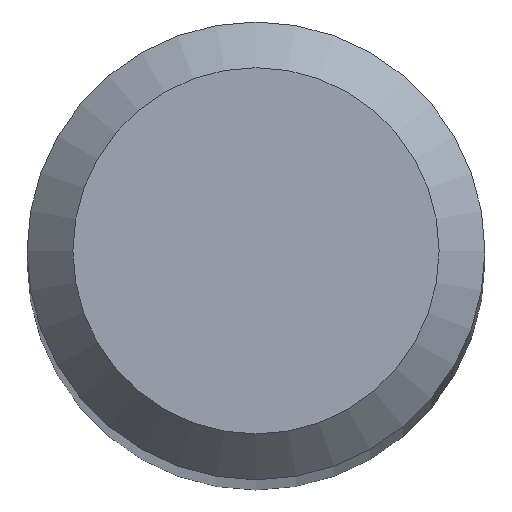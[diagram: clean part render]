
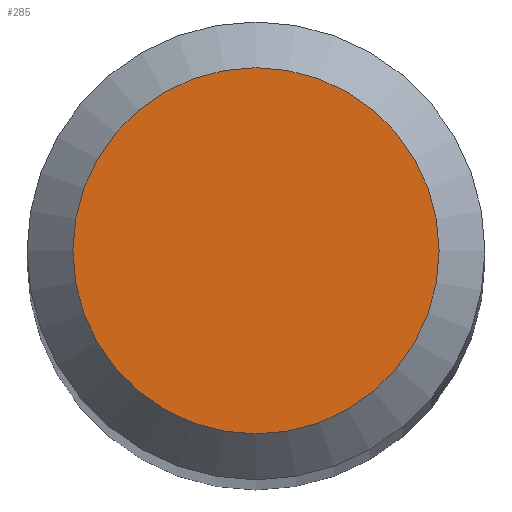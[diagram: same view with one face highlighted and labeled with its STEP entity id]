
A CAD part, top view. The second image highlights one B-rep face of the part: STEP entity #285.
In plain terms, the highlighted planar face has unit normal (0, 0, 1).
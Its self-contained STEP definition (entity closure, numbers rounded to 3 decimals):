
#13 = CARTESIAN_POINT ( 'NONE',  ( 0., 1.2, 61. ) ) ;
#72 = VERTEX_POINT ( 'NONE', #13 ) ;
#77 = ORIENTED_EDGE ( 'NONE', *, *, #259, .F. ) ;
#120 = DIRECTION ( 'NONE',  ( 0., 0., -1. ) ) ;
#134 = FACE_OUTER_BOUND ( 'NONE', #278, .T. ) ;
#138 = CARTESIAN_POINT ( 'NONE',  ( 0., 0., 61. ) ) ;
#149 = CARTESIAN_POINT ( 'NONE',  ( 0., 0., 61. ) ) ;
#155 = PLANE ( 'NONE',  #190 ) ;
#160 = CIRCLE ( 'NONE', #239, 1.2 ) ;
#185 = DIRECTION ( 'NONE',  ( 0., 1., 0. ) ) ;
#190 = AXIS2_PLACEMENT_3D ( 'NONE', #138, #120, #185 ) ;
#195 = DIRECTION ( 'NONE',  ( 0., 1., 0. ) ) ;
#211 = DIRECTION ( 'NONE',  ( 0., 0., -1. ) ) ;
#239 = AXIS2_PLACEMENT_3D ( 'NONE', #149, #211, #195 ) ;
#259 = EDGE_CURVE ( 'NONE', #72, #72, #160, .T. ) ;
#278 = EDGE_LOOP ( 'NONE', ( #77 ) ) ;
#285 = ADVANCED_FACE ( 'NONE', ( #134 ), #155, .F. ) ;
